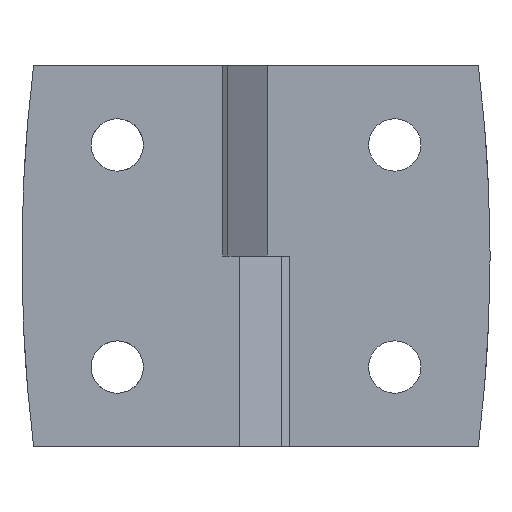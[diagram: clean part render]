
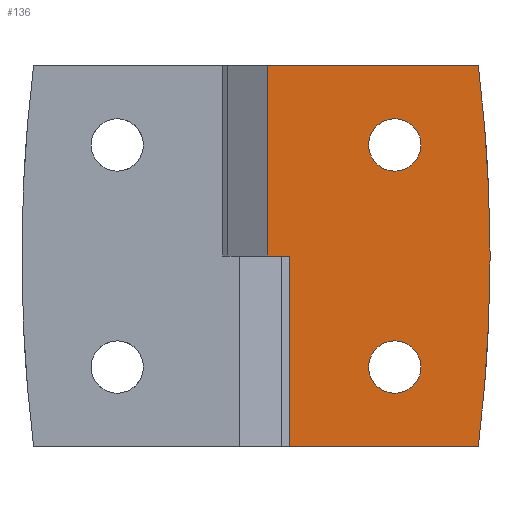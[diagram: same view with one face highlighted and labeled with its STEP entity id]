
A CAD part, front view. The second image highlights one B-rep face of the part: STEP entity #136.
In plain terms, the highlighted planar face has unit normal (0, -1, 0).
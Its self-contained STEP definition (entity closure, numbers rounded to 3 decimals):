
#136 = ADVANCED_FACE( '', ( #270, #271, #272 ), #273, .F. );
#270 = FACE_BOUND( '', #412, .T. );
#271 = FACE_BOUND( '', #413, .T. );
#272 = FACE_OUTER_BOUND( '', #414, .T. );
#273 = PLANE( '', #415 );
#412 = EDGE_LOOP( '', ( #618 ) );
#413 = EDGE_LOOP( '', ( #619 ) );
#414 = EDGE_LOOP( '', ( #620, #621, #622, #623, #624, #625, #626, #627 ) );
#415 = AXIS2_PLACEMENT_3D( '', #628, #629, #630 );
#618 = ORIENTED_EDGE( '', *, *, #807, .T. );
#619 = ORIENTED_EDGE( '', *, *, #820, .T. );
#620 = ORIENTED_EDGE( '', *, *, #794, .T. );
#621 = ORIENTED_EDGE( '', *, *, #851, .T. );
#622 = ORIENTED_EDGE( '', *, *, #852, .F. );
#623 = ORIENTED_EDGE( '', *, *, #816, .T. );
#624 = ORIENTED_EDGE( '', *, *, #853, .F. );
#625 = ORIENTED_EDGE( '', *, *, #854, .T. );
#626 = ORIENTED_EDGE( '', *, *, #787, .T. );
#627 = ORIENTED_EDGE( '', *, *, #838, .T. );
#628 = CARTESIAN_POINT( '', ( 1.4, -9., 24. ) );
#629 = DIRECTION( '', ( 0., 1., 0. ) );
#630 = DIRECTION( '', ( 0., 0., 1. ) );
#787 = EDGE_CURVE( '', #907, #905, #908, .T. );
#794 = EDGE_CURVE( '', #920, #918, #921, .T. );
#807 = EDGE_CURVE( '', #942, #942, #943, .T. );
#816 = EDGE_CURVE( '', #959, #957, #960, .F. );
#820 = EDGE_CURVE( '', #965, #965, #966, .T. );
#838 = EDGE_CURVE( '', #905, #920, #992, .T. );
#851 = EDGE_CURVE( '', #918, #1010, #1011, .F. );
#852 = EDGE_CURVE( '', #959, #1010, #1012, .T. );
#853 = EDGE_CURVE( '', #1013, #957, #1014, .T. );
#854 = EDGE_CURVE( '', #1013, #907, #1015, .T. );
#905 = VERTEX_POINT( '', #1077 );
#907 = VERTEX_POINT( '', #1080 );
#908 = LINE( '', #1081, #1082 );
#918 = VERTEX_POINT( '', #1093 );
#920 = VERTEX_POINT( '', #1096 );
#921 = LINE( '', #1097, #1098 );
#942 = VERTEX_POINT( '', #1125 );
#943 = CIRCLE( '', #1126, 3.3 );
#957 = VERTEX_POINT( '', #1145 );
#959 = VERTEX_POINT( '', #1148 );
#960 = CIRCLE( '', #1149, 196.008 );
#965 = VERTEX_POINT( '', #1155 );
#966 = CIRCLE( '', #1156, 3.3 );
#992 = LINE( '', #1363, #1364 );
#1010 = VERTEX_POINT( '', #1469 );
#1011 = CIRCLE( '', #1470, 196.008 );
#1012 = LINE( '', #1471, #1472 );
#1013 = VERTEX_POINT( '', #1473 );
#1014 = LINE( '', #1474, #1475 );
#1015 = LINE( '', #1476, #1477 );
#1077 = CARTESIAN_POINT( '', ( 4.2, -9., 0. ) );
#1080 = CARTESIAN_POINT( '', ( 1.4, -9., 0. ) );
#1081 = CARTESIAN_POINT( '', ( 1.4, -9., 0. ) );
#1082 = VECTOR( '', #1629, 1000. );
#1093 = CARTESIAN_POINT( '', ( 28.026, -9., -24. ) );
#1096 = CARTESIAN_POINT( '', ( 4.2, -9., -24. ) );
#1097 = CARTESIAN_POINT( '', ( 1.4, -9., -24. ) );
#1098 = VECTOR( '', #1641, 1000. );
#1125 = CARTESIAN_POINT( '', ( 17.5, -9., -10.7 ) );
#1126 = AXIS2_PLACEMENT_3D( '', #1660, #1661, #1662 );
#1145 = CARTESIAN_POINT( '', ( 28.026, -9., 24. ) );
#1148 = CARTESIAN_POINT( '', ( 29.5, -9., 0.626 ) );
#1149 = AXIS2_PLACEMENT_3D( '', #1672, #1673, #1674 );
#1155 = CARTESIAN_POINT( '', ( 17.5, -9., 17.3 ) );
#1156 = AXIS2_PLACEMENT_3D( '', #1679, #1680, #1681 );
#1363 = CARTESIAN_POINT( '', ( 4.2, -9., 24. ) );
#1364 = VECTOR( '', #1700, 1000. );
#1469 = CARTESIAN_POINT( '', ( 29.5, -9., -0.626 ) );
#1470 = AXIS2_PLACEMENT_3D( '', #1715, #1716, #1717 );
#1471 = CARTESIAN_POINT( '', ( 29.5, -9., 24. ) );
#1472 = VECTOR( '', #1718, 1000. );
#1473 = CARTESIAN_POINT( '', ( 1.4, -9., 24. ) );
#1474 = CARTESIAN_POINT( '', ( 1.4, -9., 24. ) );
#1475 = VECTOR( '', #1719, 1000. );
#1476 = CARTESIAN_POINT( '', ( 1.4, -9., 24. ) );
#1477 = VECTOR( '', #1720, 1000. );
#1629 = DIRECTION( '', ( 1., 0., 0. ) );
#1641 = DIRECTION( '', ( 1., 0., 0. ) );
#1660 = CARTESIAN_POINT( '', ( 17.5, -9., -14. ) );
#1661 = DIRECTION( '', ( 0., 1., 0. ) );
#1662 = DIRECTION( '', ( 0., 0., 1. ) );
#1672 = CARTESIAN_POINT( '', ( -166.507, -9., 0. ) );
#1673 = DIRECTION( '', ( 0., 1., 0. ) );
#1674 = DIRECTION( '', ( 0., 0., 1. ) );
#1679 = CARTESIAN_POINT( '', ( 17.5, -9., 14. ) );
#1680 = DIRECTION( '', ( 0., 1., 0. ) );
#1681 = DIRECTION( '', ( 0., 0., 1. ) );
#1700 = DIRECTION( '', ( 0., 0., -1. ) );
#1715 = CARTESIAN_POINT( '', ( -166.507, -9., 0. ) );
#1716 = DIRECTION( '', ( 0., 1., 0. ) );
#1717 = DIRECTION( '', ( 0., 0., 1. ) );
#1718 = DIRECTION( '', ( 0., 0., -1. ) );
#1719 = DIRECTION( '', ( 1., 0., 0. ) );
#1720 = DIRECTION( '', ( 0., 0., -1. ) );
